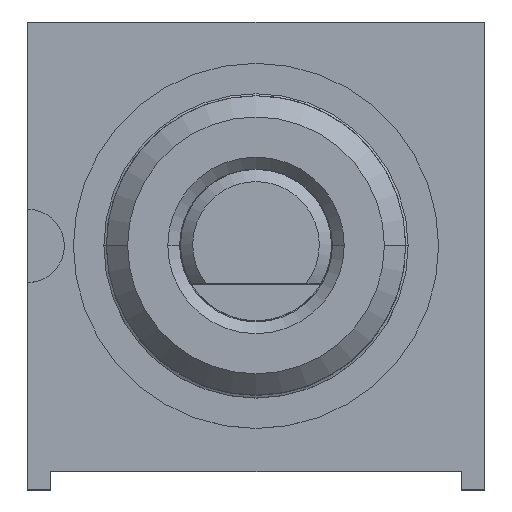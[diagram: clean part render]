
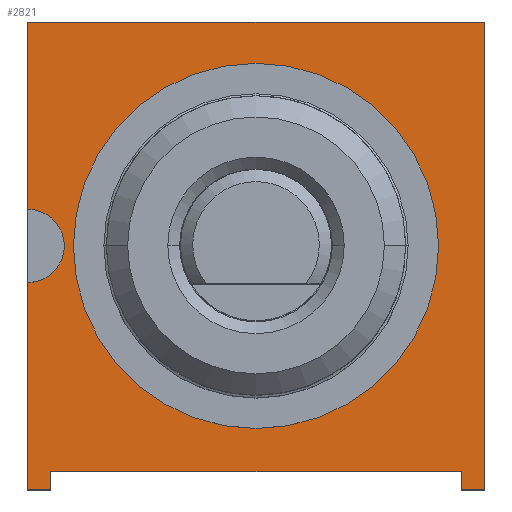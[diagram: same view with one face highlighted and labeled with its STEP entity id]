
A CAD part, top view. The second image highlights one B-rep face of the part: STEP entity #2821.
In plain terms, the highlighted planar face has unit normal (0, 0, 1).
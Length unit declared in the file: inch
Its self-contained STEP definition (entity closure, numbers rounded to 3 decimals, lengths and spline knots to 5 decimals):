
#74=DIRECTION('',(1.,0.,0.));
#75=VECTOR('',#74,0.375);
#76=CARTESIAN_POINT('',(-0.1875,0.184,-0.008));
#77=LINE('',#76,#75);
#641=DIRECTION('',(0.,1.,0.));
#642=VECTOR('',#641,0.154);
#643=CARTESIAN_POINT('',(-0.1875,0.03,-0.008));
#644=LINE('',#643,#642);
#649=DIRECTION('',(0.,1.,0.));
#650=VECTOR('',#649,0.17);
#651=CARTESIAN_POINT('',(-0.1875,-0.2,-0.008));
#652=LINE('',#651,#650);
#669=CARTESIAN_POINT('',(-0.1875,0.,-0.008));
#670=DIRECTION('',(0.,0.,-1.));
#671=DIRECTION('',(0.,1.,0.));
#672=AXIS2_PLACEMENT_3D('',#669,#670,#671);
#674=CARTESIAN_POINT('',(0.,0.,-0.008));
#675=DIRECTION('',(0.,0.,1.));
#676=DIRECTION('',(-1.,0.,0.));
#677=AXIS2_PLACEMENT_3D('',#674,#675,#676);
#679=CARTESIAN_POINT('',(0.,0.,-0.008));
#680=DIRECTION('',(0.,0.,1.));
#681=DIRECTION('',(1.,0.,0.));
#682=AXIS2_PLACEMENT_3D('',#679,#680,#681);
#705=DIRECTION('',(0.,-1.,0.));
#706=VECTOR('',#705,0.384);
#707=CARTESIAN_POINT('',(0.1875,0.184,-0.008));
#708=LINE('',#707,#706);
#725=DIRECTION('',(0.,1.,0.));
#726=VECTOR('',#725,0.015);
#727=CARTESIAN_POINT('',(0.1685,-0.2,-0.008));
#728=LINE('',#727,#726);
#729=DIRECTION('',(-1.,0.,0.));
#730=VECTOR('',#729,0.019);
#731=CARTESIAN_POINT('',(0.1875,-0.2,-0.008));
#732=LINE('',#731,#730);
#737=DIRECTION('',(-1.,0.,0.));
#738=VECTOR('',#737,0.019);
#739=CARTESIAN_POINT('',(-0.1685,-0.2,-0.008));
#740=LINE('',#739,#738);
#749=DIRECTION('',(0.,-1.,0.));
#750=VECTOR('',#749,0.015);
#751=CARTESIAN_POINT('',(-0.1685,-0.185,-0.008));
#752=LINE('',#751,#750);
#757=DIRECTION('',(-1.,0.,0.));
#758=VECTOR('',#757,0.337);
#759=CARTESIAN_POINT('',(0.1685,-0.185,-0.008));
#760=LINE('',#759,#758);
#1364=CARTESIAN_POINT('',(-0.1875,0.184,-0.008));
#1365=CARTESIAN_POINT('',(0.1875,0.184,-0.008));
#1366=VERTEX_POINT('',#1364);
#1367=VERTEX_POINT('',#1365);
#1368=CARTESIAN_POINT('',(0.1875,-0.2,-0.008));
#1369=VERTEX_POINT('',#1368);
#1370=CARTESIAN_POINT('',(0.1685,-0.2,-0.008));
#1371=VERTEX_POINT('',#1370);
#1372=CARTESIAN_POINT('',(-0.1685,-0.2,-0.008));
#1373=CARTESIAN_POINT('',(-0.1875,-0.2,-0.008));
#1374=VERTEX_POINT('',#1372);
#1375=VERTEX_POINT('',#1373);
#1376=CARTESIAN_POINT('',(0.1685,-0.185,-0.008));
#1377=VERTEX_POINT('',#1376);
#1378=CARTESIAN_POINT('',(-0.1685,-0.185,-0.008));
#1379=VERTEX_POINT('',#1378);
#1438=CARTESIAN_POINT('',(-0.1875,0.03,-0.008));
#1439=CARTESIAN_POINT('',(-0.1875,-0.03,-0.008));
#1440=VERTEX_POINT('',#1438);
#1441=VERTEX_POINT('',#1439);
#1530=CARTESIAN_POINT('',(-0.15,0.,-0.008));
#1531=CARTESIAN_POINT('',(0.15,0.,-0.008));
#1532=VERTEX_POINT('',#1530);
#1533=VERTEX_POINT('',#1531);
#2791=CARTESIAN_POINT('',(0.,0.,-0.008));
#2792=DIRECTION('',(0.,0.,1.));
#2793=DIRECTION('',(1.,0.,0.));
#2794=AXIS2_PLACEMENT_3D('',#2791,#2792,#2793);
#2795=PLANE('',#2794);
#2797=ORIENTED_EDGE('',*,*,#2796,.F.);
#2798=ORIENTED_EDGE('',*,*,#2769,.T.);
#2799=ORIENTED_EDGE('',*,*,#1863,.T.);
#2801=ORIENTED_EDGE('',*,*,#2800,.T.);
#2803=ORIENTED_EDGE('',*,*,#2802,.T.);
#2805=ORIENTED_EDGE('',*,*,#2804,.T.);
#2807=ORIENTED_EDGE('',*,*,#2806,.T.);
#2809=ORIENTED_EDGE('',*,*,#2808,.T.);
#2811=ORIENTED_EDGE('',*,*,#2810,.T.);
#2812=ORIENTED_EDGE('',*,*,#2777,.T.);
#2813=EDGE_LOOP('',(#2797,#2798,#2799,#2801,#2803,#2805,#2807,#2809,#2811,
#2812));
#2814=FACE_OUTER_BOUND('',#2813,.F.);
#2816=ORIENTED_EDGE('',*,*,#2815,.T.);
#2818=ORIENTED_EDGE('',*,*,#2817,.T.);
#2819=EDGE_LOOP('',(#2816,#2818));
#2820=FACE_BOUND('',#2819,.F.);
#2821=ADVANCED_FACE('',(#2814,#2820),#2795,.T.);
#673=CIRCLE('',#672,0.03);
#678=CIRCLE('',#677,0.15);
#683=CIRCLE('',#682,0.15);
#1863=EDGE_CURVE('',#1366,#1367,#77,.T.);
#2769=EDGE_CURVE('',#1440,#1366,#644,.T.);
#2777=EDGE_CURVE('',#1375,#1441,#652,.T.);
#2796=EDGE_CURVE('',#1440,#1441,#673,.T.);
#2800=EDGE_CURVE('',#1367,#1369,#708,.T.);
#2802=EDGE_CURVE('',#1369,#1371,#732,.T.);
#2804=EDGE_CURVE('',#1371,#1377,#728,.T.);
#2806=EDGE_CURVE('',#1377,#1379,#760,.T.);
#2808=EDGE_CURVE('',#1379,#1374,#752,.T.);
#2810=EDGE_CURVE('',#1374,#1375,#740,.T.);
#2815=EDGE_CURVE('',#1532,#1533,#678,.T.);
#2817=EDGE_CURVE('',#1533,#1532,#683,.T.);
